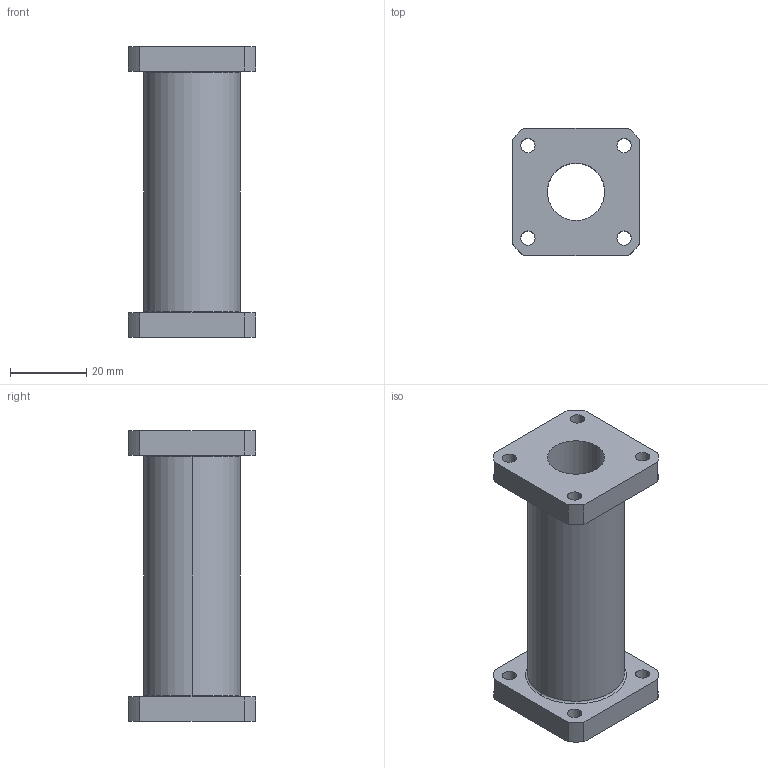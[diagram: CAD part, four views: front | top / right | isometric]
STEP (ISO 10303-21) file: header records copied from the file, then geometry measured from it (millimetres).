
FILE_DESCRIPTION (( 'STEP AP214' ), '1' );
FILE_NAME ('PEWPL0000 ¦ FMWPL0000.step', '2022-03-03T17:14:19', ( '' ), ( '' ), 'SwSTEP 2.0', 'SolidWorks 2021', '' );
FILE_SCHEMA (( 'AUTOMOTIVE_DESIGN' ));
Length unit declared in the file: inch
Products named in the file (1): PEWPL0000 ｦ FMWPL0000
Bounding box: 33.35 x 33.35 x 76.2 mm (x, y, z)
Volume: 31922.3 mm3; surface area: 13683.8 mm2
Topology: 1 solids, 1 shells, 44 faces, 116 edges, 76 vertices
Faces by surface type: cylinder 28, plane 12, torus 4
Entity records: 1468 total; most frequent: DIRECTION 270, CARTESIAN_POINT 237, ORIENTED_EDGE 232, EDGE_CURVE 116, AXIS2_PLACEMENT_3D 109, VERTEX_POINT 76, CIRCLE 64, EDGE_LOOP 64
